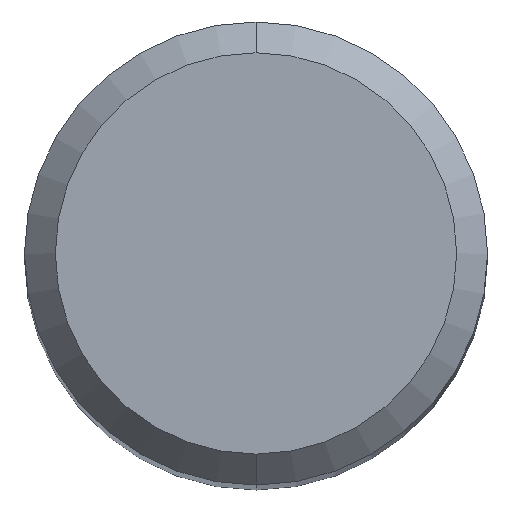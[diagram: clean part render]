
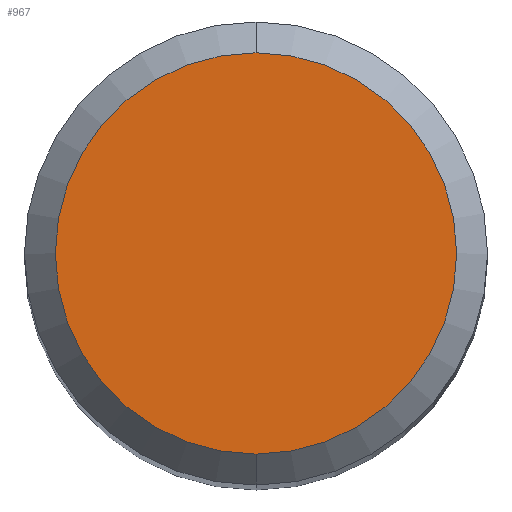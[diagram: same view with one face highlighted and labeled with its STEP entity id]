
A CAD part, top view. The second image highlights one B-rep face of the part: STEP entity #967.
In plain terms, the highlighted planar face has unit normal (0, 0, 1).
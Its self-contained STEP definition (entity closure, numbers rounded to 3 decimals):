
#967=ADVANCED_FACE('',(#2338),#2339,.T.);
#1293=VERTEX_POINT('',#2698);
#1297=VERTEX_POINT('',#2702);
#1347=EDGE_CURVE('',#1297,#1293,#2759,.T.);
#1985=EDGE_CURVE('',#1293,#1297,#3452,.T.);
#2338=FACE_OUTER_BOUND('',#5517,.T.);
#2339=PLANE('',#5518);
#2698=CARTESIAN_POINT('',(0.,-2.6,0.0));
#2702=CARTESIAN_POINT('',(0.0,2.6,0.0));
#2759=CIRCLE('',#9949,2.6);
#3452=CIRCLE('',#17550,2.6);
#5517=EDGE_LOOP('',(#18511,#18512));
#5518=AXIS2_PLACEMENT_3D('',#18513,#18514,#18515);
#9949=AXIS2_PLACEMENT_3D('',#18968,#18969,#18970);
#17550=AXIS2_PLACEMENT_3D('',#19552,#19553,#19554);
#18511=ORIENTED_EDGE('',*,*,#1347,.F.);
#18512=ORIENTED_EDGE('',*,*,#1985,.F.);
#18513=CARTESIAN_POINT('',(0.0,1.3,0.0));
#18514=DIRECTION('',(-0.0,0.0,1.0));
#18515=DIRECTION('',(0.0,-1.0,0.0));
#18968=CARTESIAN_POINT('',(0.0,0.0,0.0));
#18969=DIRECTION('',(0.0,0.0,-1.0));
#18970=DIRECTION('',(0.0,1.0,0.0));
#19552=CARTESIAN_POINT('',(0.0,0.0,0.0));
#19553=DIRECTION('',(0.0,0.0,-1.0));
#19554=DIRECTION('',(0.0,1.0,0.0));
